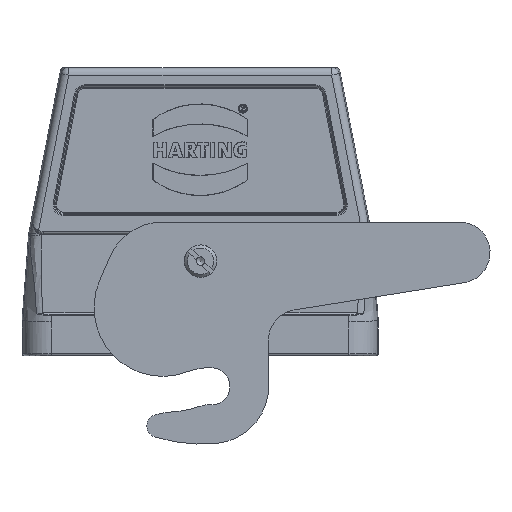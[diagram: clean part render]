
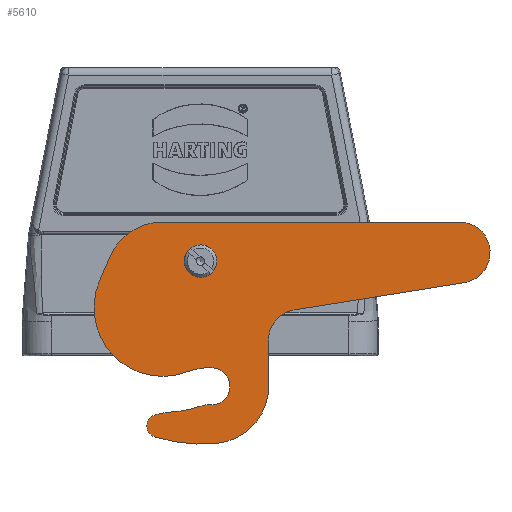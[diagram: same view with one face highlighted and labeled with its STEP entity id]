
A CAD part, front view. The second image highlights one B-rep face of the part: STEP entity #5610.
In plain terms, the highlighted planar face has unit normal (0, -1, 0).
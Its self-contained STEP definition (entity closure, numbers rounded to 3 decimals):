
#5610=ADVANCED_FACE('',(#5949,#5950),#5822,.T.);
#5822=PLANE('',#15123);
#5949=FACE_BOUND('',#6603,.T.);
#5950=FACE_BOUND('',#6604,.T.);
#6603=EDGE_LOOP('',(#9846,#9847,#9848,#9849,#9850,#9851,#9852,#9853,#9854,
#9855,#9856,#9857,#9858,#9859,#9860,#9861));
#6604=EDGE_LOOP('',(#9862));
#7023=CIRCLE('',#15093,3.);
#7024=CIRCLE('',#15095,40.);
#7025=CIRCLE('',#15097,15.);
#7026=CIRCLE('',#15100,8.);
#7027=CIRCLE('',#15103,8.);
#7028=CIRCLE('',#15106,15.);
#7029=CIRCLE('',#15109,18.);
#7030=CIRCLE('',#15111,15.);
#7031=CIRCLE('',#15113,4.85);
#7032=CIRCLE('',#15115,5.);
#7033=CIRCLE('',#15117,35.);
#7034=CIRCLE('',#15119,15.);
#7035=CIRCLE('',#15121,2.8);
#9846=ORIENTED_EDGE('',*,*,#12234,.T.);
#9847=ORIENTED_EDGE('',*,*,#12237,.T.);
#9848=ORIENTED_EDGE('',*,*,#12239,.T.);
#9849=ORIENTED_EDGE('',*,*,#12241,.T.);
#9850=ORIENTED_EDGE('',*,*,#12243,.T.);
#9851=ORIENTED_EDGE('',*,*,#12245,.T.);
#9852=ORIENTED_EDGE('',*,*,#12247,.T.);
#9853=ORIENTED_EDGE('',*,*,#12249,.T.);
#9854=ORIENTED_EDGE('',*,*,#12251,.T.);
#9855=ORIENTED_EDGE('',*,*,#12253,.T.);
#9856=ORIENTED_EDGE('',*,*,#12255,.T.);
#9857=ORIENTED_EDGE('',*,*,#12257,.T.);
#9858=ORIENTED_EDGE('',*,*,#12259,.T.);
#9859=ORIENTED_EDGE('',*,*,#12261,.T.);
#9860=ORIENTED_EDGE('',*,*,#12263,.T.);
#9861=ORIENTED_EDGE('',*,*,#12264,.T.);
#9862=ORIENTED_EDGE('',*,*,#12265,.F.);
#10820=VERTEX_POINT('',#24869);
#10821=VERTEX_POINT('',#24871);
#10822=VERTEX_POINT('',#24875);
#10823=VERTEX_POINT('',#24879);
#10824=VERTEX_POINT('',#24883);
#10825=VERTEX_POINT('',#24887);
#10826=VERTEX_POINT('',#24891);
#10827=VERTEX_POINT('',#24895);
#10828=VERTEX_POINT('',#24899);
#10829=VERTEX_POINT('',#24903);
#10830=VERTEX_POINT('',#24907);
#10831=VERTEX_POINT('',#24911);
#10832=VERTEX_POINT('',#24915);
#10833=VERTEX_POINT('',#24919);
#10834=VERTEX_POINT('',#24923);
#10835=VERTEX_POINT('',#24927);
#10836=VERTEX_POINT('',#24933);
#12234=EDGE_CURVE('',#10821,#10820,#7023,.T.);
#12237=EDGE_CURVE('',#10820,#10822,#7024,.T.);
#12239=EDGE_CURVE('',#10822,#10823,#7025,.T.);
#12241=EDGE_CURVE('',#10823,#10824,#12877,.T.);
#12243=EDGE_CURVE('',#10824,#10825,#7026,.T.);
#12245=EDGE_CURVE('',#10825,#10826,#12880,.T.);
#12247=EDGE_CURVE('',#10826,#10827,#7027,.T.);
#12249=EDGE_CURVE('',#10827,#10828,#12883,.T.);
#12251=EDGE_CURVE('',#10828,#10829,#7028,.T.);
#12253=EDGE_CURVE('',#10829,#10830,#12886,.T.);
#12255=EDGE_CURVE('',#10830,#10831,#7029,.T.);
#12257=EDGE_CURVE('',#10831,#10832,#7030,.T.);
#12259=EDGE_CURVE('',#10832,#10833,#7031,.T.);
#12261=EDGE_CURVE('',#10833,#10834,#7032,.T.);
#12263=EDGE_CURVE('',#10834,#10835,#7033,.T.);
#12264=EDGE_CURVE('',#10835,#10821,#7034,.T.);
#12265=EDGE_CURVE('',#10836,#10836,#7035,.T.);
#12877=LINE('',#24884,#13477);
#12880=LINE('',#24892,#13480);
#12883=LINE('',#24900,#13483);
#12886=LINE('',#24908,#13486);
#13477=VECTOR('',#17626,1.);
#13480=VECTOR('',#17635,1.);
#13483=VECTOR('',#17644,1.);
#13486=VECTOR('',#17653,1.);
#15093=AXIS2_PLACEMENT_3D('',#24870,#17610,#17611);
#15095=AXIS2_PLACEMENT_3D('',#24876,#17616,#17617);
#15097=AXIS2_PLACEMENT_3D('',#24880,#17621,#17622);
#15100=AXIS2_PLACEMENT_3D('',#24888,#17630,#17631);
#15103=AXIS2_PLACEMENT_3D('',#24896,#17639,#17640);
#15106=AXIS2_PLACEMENT_3D('',#24904,#17648,#17649);
#15109=AXIS2_PLACEMENT_3D('',#24912,#17657,#17658);
#15111=AXIS2_PLACEMENT_3D('',#24916,#17662,#17663);
#15113=AXIS2_PLACEMENT_3D('',#24920,#17667,#17668);
#15115=AXIS2_PLACEMENT_3D('',#24924,#17672,#17673);
#15117=AXIS2_PLACEMENT_3D('',#24928,#17677,#17678);
#15119=AXIS2_PLACEMENT_3D('',#24930,#17681,#17682);
#15121=AXIS2_PLACEMENT_3D('',#24932,#17685,#17686);
#15123=AXIS2_PLACEMENT_3D('',#24935,#17689,#17690);
#17610=DIRECTION('',(0.,-1.,0.));
#17611=DIRECTION('',(1.,0.,0.004));
#17616=DIRECTION('',(0.,-1.,0.));
#17617=DIRECTION('',(1.,0.,0.004));
#17621=DIRECTION('',(0.,-1.,0.));
#17622=DIRECTION('',(1.,0.,0.004));
#17626=DIRECTION('',(-0.004,0.,1.));
#17630=DIRECTION('',(0.,1.,0.));
#17631=DIRECTION('',(1.,0.,0.004));
#17635=DIRECTION('',(0.987,0.,0.158));
#17639=DIRECTION('',(0.,-1.,0.));
#17640=DIRECTION('',(1.,0.,0.004));
#17644=DIRECTION('',(-1.,0.,0.));
#17648=DIRECTION('',(0.,-1.,0.));
#17649=DIRECTION('',(1.,0.,0.004));
#17653=DIRECTION('',(-0.396,0.,-0.918));
#17657=DIRECTION('',(0.,-1.,0.));
#17658=DIRECTION('',(1.,0.,0.004));
#17662=DIRECTION('',(0.,1.,0.));
#17663=DIRECTION('',(1.,0.,0.004));
#17667=DIRECTION('',(0.,1.,0.));
#17668=DIRECTION('',(1.,0.,0.004));
#17672=DIRECTION('',(0.,-1.,0.));
#17673=DIRECTION('',(1.,0.,0.004));
#17677=DIRECTION('',(0.,1.,0.));
#17678=DIRECTION('',(1.,0.,0.004));
#17681=DIRECTION('',(0.,-1.,0.));
#17682=DIRECTION('',(1.,0.,0.004));
#17685=DIRECTION('',(0.,-1.,0.));
#17686=DIRECTION('',(1.,0.,0.004));
#17689=DIRECTION('',(0.,-1.,0.));
#17690=DIRECTION('',(1.,0.,0.004));
#24869=CARTESIAN_POINT('',(-12.052,-26.,-30.449));
#24870=CARTESIAN_POINT('',(-11.134,-26.,-27.593));
#24871=CARTESIAN_POINT('',(-12.081,-26.,-24.747));
#24875=CARTESIAN_POINT('',(4.488,-26.,-32.138));
#24876=CARTESIAN_POINT('',(0.191,-26.,7.631));
#24879=CARTESIAN_POINT('',(17.876,-26.,-17.167));
#24880=CARTESIAN_POINT('',(2.876,-26.,-17.224));
#24883=CARTESIAN_POINT('',(17.83,-26.,-5.082));
#24884=CARTESIAN_POINT('',(17.876,-26.,-17.167));
#24887=CARTESIAN_POINT('',(24.564,-26.,2.848));
#24888=CARTESIAN_POINT('',(25.83,-26.,-5.051));
#24891=CARTESIAN_POINT('',(69.258,-26.,10.012));
#24892=CARTESIAN_POINT('',(24.564,-26.,2.848));
#24895=CARTESIAN_POINT('',(67.992,-26.,25.912));
#24896=CARTESIAN_POINT('',(67.992,-26.,17.912));
#24899=CARTESIAN_POINT('',(-9.982,-26.,25.912));
#24900=CARTESIAN_POINT('',(67.992,-26.,25.912));
#24903=CARTESIAN_POINT('',(-23.753,-26.,16.859));
#24904=CARTESIAN_POINT('',(-9.982,-26.,10.912));
#24907=CARTESIAN_POINT('',(-26.478,-26.,10.548));
#24908=CARTESIAN_POINT('',(-23.753,-26.,16.859));
#24911=CARTESIAN_POINT('',(-3.42,-26.,-13.361));
#24912=CARTESIAN_POINT('',(-9.953,-26.,3.412));
#24915=CARTESIAN_POINT('',(3.284,-26.,-12.392));
#24916=CARTESIAN_POINT('',(2.023,-26.,-27.338));
#24919=CARTESIAN_POINT('',(2.436,-26.,-22.054));
#24920=CARTESIAN_POINT('',(2.876,-26.,-17.224));
#24923=CARTESIAN_POINT('',(0.399,-26.,-22.291));
#24924=CARTESIAN_POINT('',(1.982,-26.,-27.034));
#24927=CARTESIAN_POINT('',(-8.347,-26.,-24.013));
#24928=CARTESIAN_POINT('',(-10.682,-26.,10.909));
#24930=CARTESIAN_POINT('',(-7.346,-26.,-38.98));
#24932=CARTESIAN_POINT('',(0.,-26.,15.65));
#24933=CARTESIAN_POINT('',(2.8,-26.,15.661));
#24935=CARTESIAN_POINT('',(-11.134,-26.,-27.593));
